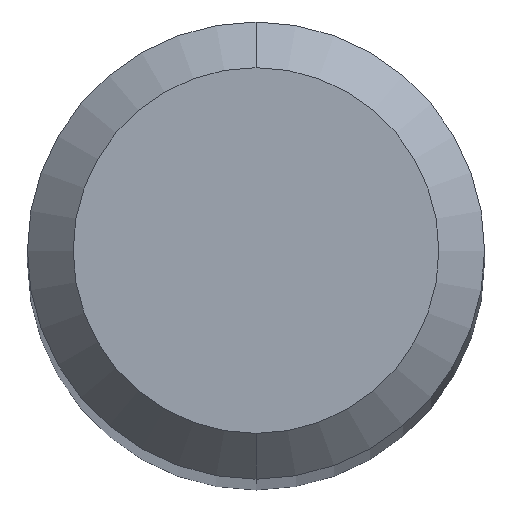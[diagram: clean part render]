
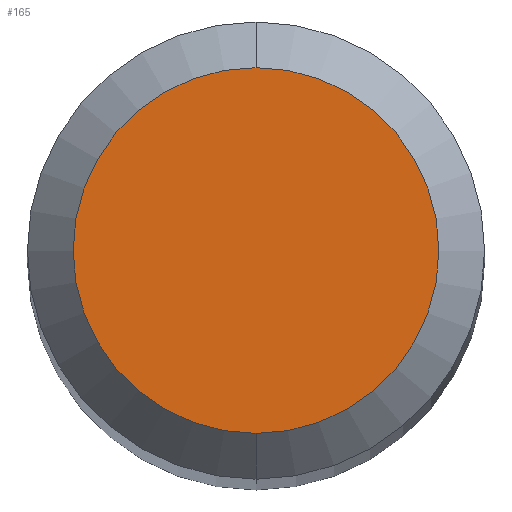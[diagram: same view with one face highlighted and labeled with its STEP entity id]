
A CAD part, top view. The second image highlights one B-rep face of the part: STEP entity #165.
In plain terms, the highlighted planar face has unit normal (0, 0, 1).
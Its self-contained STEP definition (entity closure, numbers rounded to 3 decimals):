
#6 = DIRECTION ( 'NONE',  ( 0., 1., 0. ) ) ;
#32 = FACE_OUTER_BOUND ( 'NONE', #53, .T. ) ;
#40 = AXIS2_PLACEMENT_3D ( 'NONE', #155, #61, #95 ) ;
#41 = CARTESIAN_POINT ( 'NONE',  ( 0., -3.739, 0. ) ) ;
#42 = PLANE ( 'NONE',  #40 ) ;
#53 = EDGE_LOOP ( 'NONE', ( #97, #55 ) ) ;
#55 = ORIENTED_EDGE ( 'NONE', *, *, #200, .T. ) ;
#61 = DIRECTION ( 'NONE',  ( 0., 0., -1. ) ) ;
#64 = CARTESIAN_POINT ( 'NONE',  ( 0., 0., 0. ) ) ;
#67 = DIRECTION ( 'NONE',  ( 0., 1., 0. ) ) ;
#76 = AXIS2_PLACEMENT_3D ( 'NONE', #109, #82, #67 ) ;
#77 = DIRECTION ( 'NONE',  ( 0., 0., 1. ) ) ;
#82 = DIRECTION ( 'NONE',  ( 0., 0., 1. ) ) ;
#95 = DIRECTION ( 'NONE',  ( 0., 1., 0. ) ) ;
#97 = ORIENTED_EDGE ( 'NONE', *, *, #138, .T. ) ;
#107 = CARTESIAN_POINT ( 'NONE',  ( 0., 3.739, 0. ) ) ;
#109 = CARTESIAN_POINT ( 'NONE',  ( 0., 0., 0. ) ) ;
#118 = VERTEX_POINT ( 'NONE', #41 ) ;
#121 = CIRCLE ( 'NONE', #76, 3.739 ) ;
#138 = EDGE_CURVE ( 'NONE', #167, #118, #208, .T. ) ;
#155 = CARTESIAN_POINT ( 'NONE',  ( 0., 4.674, 0. ) ) ;
#165 = ADVANCED_FACE ( 'NONE', ( #32 ), #42, .F. ) ;
#167 = VERTEX_POINT ( 'NONE', #107 ) ;
#168 = AXIS2_PLACEMENT_3D ( 'NONE', #64, #77, #6 ) ;
#200 = EDGE_CURVE ( 'NONE', #118, #167, #121, .T. ) ;
#208 = CIRCLE ( 'NONE', #168, 3.739 ) ;
